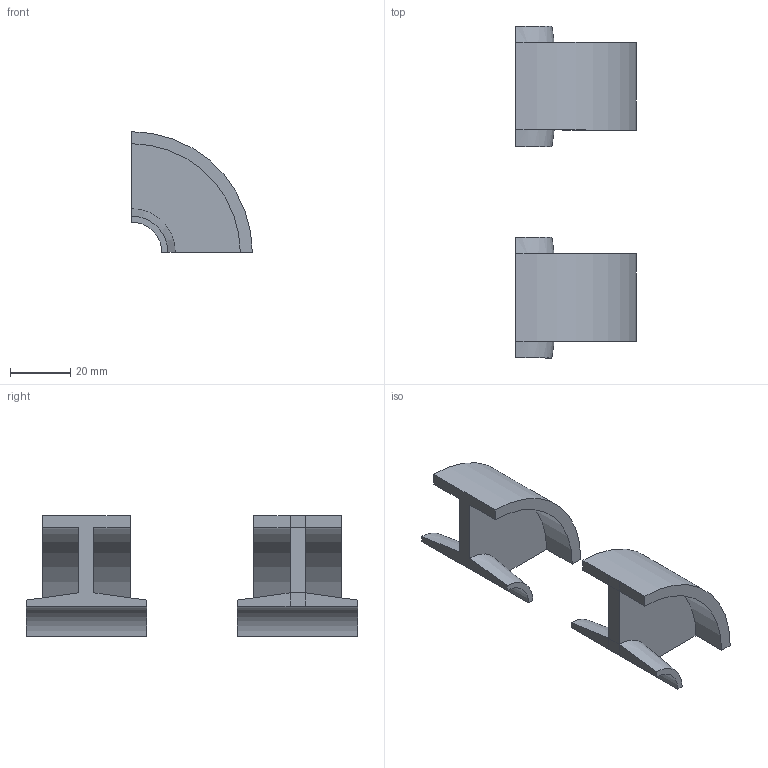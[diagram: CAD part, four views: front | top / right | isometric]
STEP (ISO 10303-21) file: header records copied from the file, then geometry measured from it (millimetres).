
FILE_DESCRIPTION (( 'STEP AP214' ), '1' );
FILE_NAME ('gmsh_revolve.STEP', '2023-10-16T16:37:51', ( '' ), ( '' ), 'SwSTEP 2.0', 'SolidWorks 2022', '' );
FILE_SCHEMA (( 'AUTOMOTIVE_DESIGN' ));
Length unit declared in the file: millimetre
Products named in the file (1): gmsh_revolve
Bounding box: 40 x 110 x 40 mm (x, y, z)
Volume: 27394 mm3; surface area: 15028.3 mm2
Topology: 2 solids, 2 shells, 34 faces, 82 edges, 52 vertices
Faces by surface type: plane 22, cylinder 8, cone 4
Entity records: 1029 total; most frequent: DIRECTION 176, CARTESIAN_POINT 169, ORIENTED_EDGE 164, EDGE_CURVE 82, AXIS2_PLACEMENT_3D 59, VECTOR 58, LINE 58, VERTEX_POINT 52
